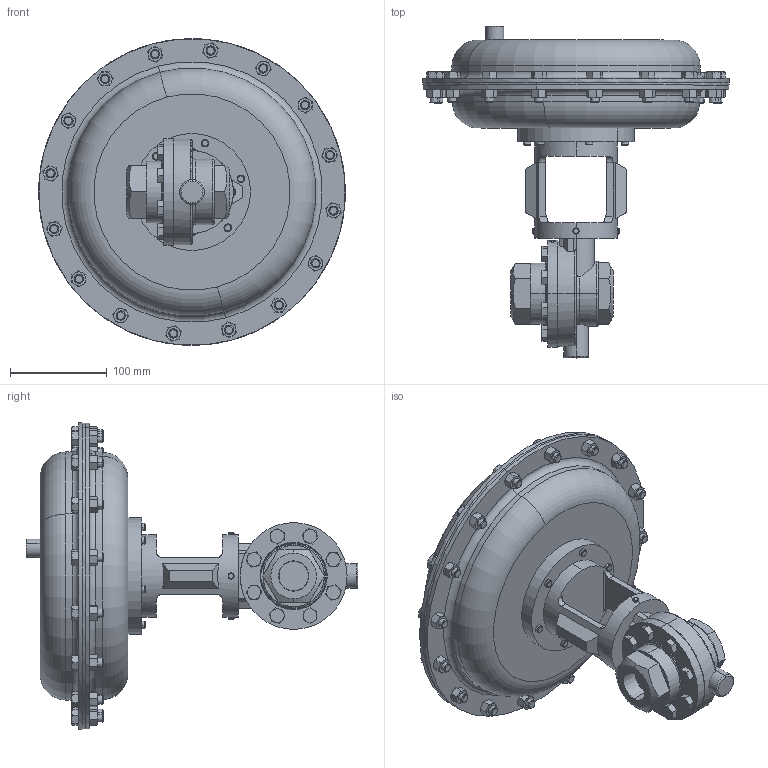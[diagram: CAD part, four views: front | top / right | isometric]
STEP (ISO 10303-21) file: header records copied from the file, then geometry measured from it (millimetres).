
FILE_DESCRIPTION (( 'STEP AP203' ), '1' );
FILE_NAME ('70-100-DI+BR-PT-55M.STEP', '2017-08-23T19:29:10', ( '' ), ( '' ), 'SwSTEP 2.0', 'SolidWorks 2014', '' );
FILE_SCHEMA (( 'CONFIG_CONTROL_DESIGN' ));
Length unit declared in the file: inch
Products named in the file (1): 70-100-DI+BR-PT-55M
Bounding box: 317.5 x 343.54 x 317.5 mm (x, y, z)
Volume: 5808429.3 mm3; surface area: 313182.5 mm2
Topology: 1 solids, 2 shells, 958 faces, 2192 edges, 1320 vertices
Faces by surface type: plane 399, cone 398, cylinder 100, bspline 36, torus 25
Entity records: 36913 total; most frequent: CARTESIAN_POINT 16573, ORIENTED_EDGE 4384, DIRECTION 3879, EDGE_CURVE 2192, AXIS2_PLACEMENT_3D 1578, VERTEX_POINT 1320, EDGE_LOOP 1042, ADVANCED_FACE 958
